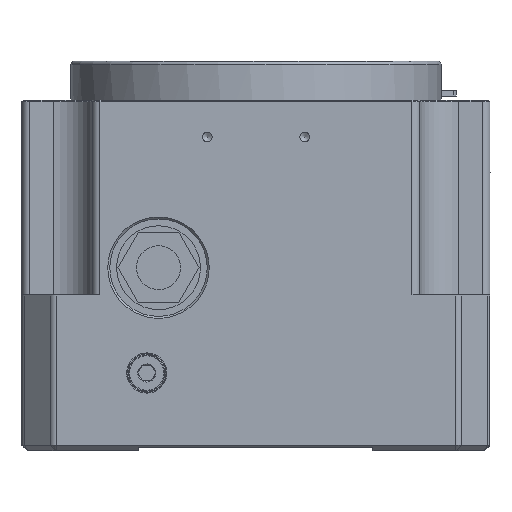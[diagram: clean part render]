
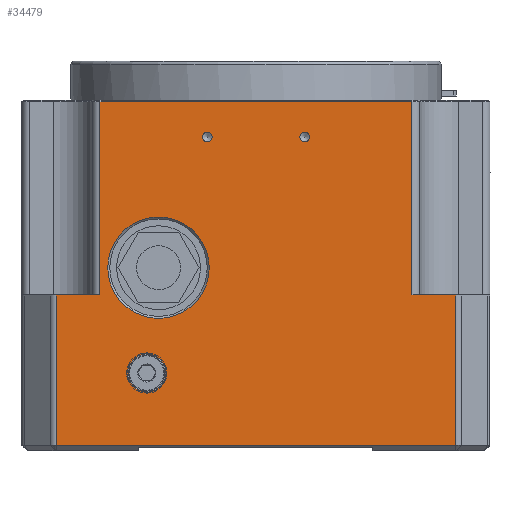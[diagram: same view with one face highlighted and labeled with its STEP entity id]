
A CAD part, left-side view. The second image highlights one B-rep face of the part: STEP entity #34479.
In plain terms, the highlighted planar face has unit normal (-1, 0, 0).
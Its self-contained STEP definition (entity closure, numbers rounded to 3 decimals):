
#87 = ORIENTED_EDGE ( 'NONE', *, *, #18962, .T. ) ;
#913 = AXIS2_PLACEMENT_3D ( 'NONE', #10869, #10862, #10831 ) ;
#1382 = DIRECTION ( 'NONE',  ( 0., 0., -1. ) ) ;
#1436 = CARTESIAN_POINT ( 'NONE',  ( -60., 51.172, 0. ) ) ;
#1446 = LINE ( 'NONE', #1436, #8063 ) ;
#2037 = EDGE_CURVE ( 'NONE', #19233, #20828, #20294, .T. ) ;
#2118 = ORIENTED_EDGE ( 'NONE', *, *, #24326, .T. ) ;
#2711 = CIRCLE ( 'NONE', #25889, 4.9 ) ;
#5852 = AXIS2_PLACEMENT_3D ( 'NONE', #29727, #29675, #29535 ) ;
#7056 = ORIENTED_EDGE ( 'NONE', *, *, #22623, .T. ) ;
#7840 = CARTESIAN_POINT ( 'NONE',  ( -60., 40., 89.5 ) ) ;
#8063 = VECTOR ( 'NONE', #1382, 1000. ) ;
#8354 = VERTEX_POINT ( 'NONE', #15948 ) ;
#8986 = AXIS2_PLACEMENT_3D ( 'NONE', #25988, #25974, #25940 ) ;
#10080 = EDGE_CURVE ( 'NONE', #8354, #16073, #35236, .T. ) ;
#10225 = EDGE_LOOP ( 'NONE', ( #39344 ) ) ;
#10440 = DIRECTION ( 'NONE',  ( 0., -1., 0. ) ) ;
#10465 = CARTESIAN_POINT ( 'NONE',  ( -60., 60., 40. ) ) ;
#10473 = LINE ( 'NONE', #10465, #23404 ) ;
#10714 = CARTESIAN_POINT ( 'NONE',  ( -60., 51.172, 1.5 ) ) ;
#10831 = DIRECTION ( 'NONE',  ( 0., 1., 0. ) ) ;
#10862 = DIRECTION ( 'NONE',  ( 1., 0., 0. ) ) ;
#10869 = CARTESIAN_POINT ( 'NONE',  ( -60., 60., 90. ) ) ;
#10904 = PLANE ( 'NONE',  #913 ) ;
#10909 = FACE_OUTER_BOUND ( 'NONE', #23684, .T. ) ;
#10921 = FACE_BOUND ( 'NONE', #29072, .T. ) ;
#10925 = EDGE_CURVE ( 'NONE', #8354, #19233, #24340, .T. ) ;
#10950 = FACE_BOUND ( 'NONE', #10225, .T. ) ;
#10966 = FACE_BOUND ( 'NONE', #13197, .T. ) ;
#11008 = FACE_BOUND ( 'NONE', #26401, .T. ) ;
#11151 = DIRECTION ( 'NONE',  ( 0., 1., 0. ) ) ;
#11202 = DIRECTION ( 'NONE',  ( 1., 0., 0. ) ) ;
#11313 = CARTESIAN_POINT ( 'NONE',  ( -60., 28., 20. ) ) ;
#11356 = VERTEX_POINT ( 'NONE', #17438 ) ;
#12113 = ORIENTED_EDGE ( 'NONE', *, *, #14878, .F. ) ;
#13197 = EDGE_LOOP ( 'NONE', ( #87 ) ) ;
#13452 = ORIENTED_EDGE ( 'NONE', *, *, #18122, .T. ) ;
#14431 = VERTEX_POINT ( 'NONE', #16927 ) ;
#14531 = VECTOR ( 'NONE', #15193, 1000. ) ;
#14878 = EDGE_CURVE ( 'NONE', #11356, #22364, #10473, .T. ) ;
#15193 = DIRECTION ( 'NONE',  ( 0., -1., 0. ) ) ;
#15237 = CARTESIAN_POINT ( 'NONE',  ( -60., 60., 1.5 ) ) ;
#15252 = LINE ( 'NONE', #15237, #14531 ) ;
#15948 = CARTESIAN_POINT ( 'NONE',  ( -60., -40., 40. ) ) ;
#16073 = VERTEX_POINT ( 'NONE', #33249 ) ;
#16474 = VECTOR ( 'NONE', #24222, 1000. ) ;
#16927 = CARTESIAN_POINT ( 'NONE',  ( -60., -51.172, 1.5 ) ) ;
#17438 = CARTESIAN_POINT ( 'NONE',  ( -60., 51.172, 40. ) ) ;
#17759 = VECTOR ( 'NONE', #35187, 1000. ) ;
#18122 = EDGE_CURVE ( 'NONE', #11356, #31538, #1446, .T. ) ;
#18962 = EDGE_CURVE ( 'NONE', #40317, #40317, #37128, .T. ) ;
#19069 = ORIENTED_EDGE ( 'NONE', *, *, #10080, .F. ) ;
#19112 = EDGE_CURVE ( 'NONE', #20828, #22364, #29597, .T. ) ;
#19233 = VERTEX_POINT ( 'NONE', #28189 ) ;
#19403 = AXIS2_PLACEMENT_3D ( 'NONE', #31767, #31730, #31721 ) ;
#19803 = ORIENTED_EDGE ( 'NONE', *, *, #10925, .T. ) ;
#20241 = DIRECTION ( 'NONE',  ( 0., 1., 0. ) ) ;
#20247 = CARTESIAN_POINT ( 'NONE',  ( -60., 40., 89.5 ) ) ;
#20294 = LINE ( 'NONE', #20247, #29215 ) ;
#20720 = VECTOR ( 'NONE', #29550, 1000. ) ;
#20828 = VERTEX_POINT ( 'NONE', #7840 ) ;
#21550 = CARTESIAN_POINT ( 'NONE',  ( -60., 40., 40. ) ) ;
#21975 = EDGE_CURVE ( 'NONE', #36904, #36904, #23725, .T. ) ;
#22364 = VERTEX_POINT ( 'NONE', #21550 ) ;
#22623 = EDGE_CURVE ( 'NONE', #36656, #36656, #2711, .T. ) ;
#22869 = DIRECTION ( 'NONE',  ( 0., 0., 1. ) ) ;
#22890 = CARTESIAN_POINT ( 'NONE',  ( -60., -51.172, 40. ) ) ;
#22911 = LINE ( 'NONE', #22890, #35799 ) ;
#23404 = VECTOR ( 'NONE', #10440, 1000. ) ;
#23684 = EDGE_LOOP ( 'NONE', ( #13452, #26110, #2118, #19069, #19803, #27779, #28669, #12113 ) ) ;
#23725 = CIRCLE ( 'NONE', #5852, 1.25 ) ;
#24222 = DIRECTION ( 'NONE',  ( 0., 0., 1. ) ) ;
#24243 = CARTESIAN_POINT ( 'NONE',  ( -60., -40., 90. ) ) ;
#24326 = EDGE_CURVE ( 'NONE', #14431, #16073, #22911, .T. ) ;
#24340 = LINE ( 'NONE', #24243, #16474 ) ;
#24604 = ORIENTED_EDGE ( 'NONE', *, *, #27194, .T. ) ;
#25889 = AXIS2_PLACEMENT_3D ( 'NONE', #11313, #11202, #11151 ) ;
#25940 = DIRECTION ( 'NONE',  ( 0., 1., 0. ) ) ;
#25974 = DIRECTION ( 'NONE',  ( 1., 0., 0. ) ) ;
#25988 = CARTESIAN_POINT ( 'NONE',  ( -60., 12.5, 80.5 ) ) ;
#26110 = ORIENTED_EDGE ( 'NONE', *, *, #37218, .T. ) ;
#26401 = EDGE_LOOP ( 'NONE', ( #7056 ) ) ;
#26940 = CIRCLE ( 'NONE', #8986, 1.25 ) ;
#27194 = EDGE_CURVE ( 'NONE', #31692, #31692, #26940, .T. ) ;
#27779 = ORIENTED_EDGE ( 'NONE', *, *, #2037, .T. ) ;
#28189 = CARTESIAN_POINT ( 'NONE',  ( -60., -40., 89.5 ) ) ;
#28669 = ORIENTED_EDGE ( 'NONE', *, *, #19112, .T. ) ;
#29072 = EDGE_LOOP ( 'NONE', ( #24604 ) ) ;
#29215 = VECTOR ( 'NONE', #20241, 1000. ) ;
#29535 = DIRECTION ( 'NONE',  ( 0., 1., 0. ) ) ;
#29550 = DIRECTION ( 'NONE',  ( 0., 0., -1. ) ) ;
#29588 = CARTESIAN_POINT ( 'NONE',  ( -60., 40., 90. ) ) ;
#29597 = LINE ( 'NONE', #29588, #20720 ) ;
#29675 = DIRECTION ( 'NONE',  ( 1., 0., 0. ) ) ;
#29727 = CARTESIAN_POINT ( 'NONE',  ( -60., -12.5, 80.5 ) ) ;
#31538 = VERTEX_POINT ( 'NONE', #10714 ) ;
#31689 = CARTESIAN_POINT ( 'NONE',  ( -60., 13.75, 80.5 ) ) ;
#31692 = VERTEX_POINT ( 'NONE', #31689 ) ;
#31721 = DIRECTION ( 'NONE',  ( 0., 1., 0. ) ) ;
#31730 = DIRECTION ( 'NONE',  ( 1., 0., 0. ) ) ;
#31767 = CARTESIAN_POINT ( 'NONE',  ( -60., 25., 47. ) ) ;
#33249 = CARTESIAN_POINT ( 'NONE',  ( -60., -51.172, 40. ) ) ;
#34479 = ADVANCED_FACE ( 'NONE', ( #11008, #10966, #10950, #10921, #10909 ), #10904, .F. ) ;
#35187 = DIRECTION ( 'NONE',  ( 0., -1., 0. ) ) ;
#35225 = CARTESIAN_POINT ( 'NONE',  ( -60., -60., 40. ) ) ;
#35236 = LINE ( 'NONE', #35225, #17759 ) ;
#35799 = VECTOR ( 'NONE', #22869, 1000. ) ;
#36615 = CARTESIAN_POINT ( 'NONE',  ( -60., 32.9, 20. ) ) ;
#36656 = VERTEX_POINT ( 'NONE', #36615 ) ;
#36902 = CARTESIAN_POINT ( 'NONE',  ( -60., -11.25, 80.5 ) ) ;
#36904 = VERTEX_POINT ( 'NONE', #36902 ) ;
#37128 = CIRCLE ( 'NONE', #19403, 13. ) ;
#37218 = EDGE_CURVE ( 'NONE', #31538, #14431, #15252, .T. ) ;
#39344 = ORIENTED_EDGE ( 'NONE', *, *, #21975, .T. ) ;
#40313 = CARTESIAN_POINT ( 'NONE',  ( -60., 38., 47. ) ) ;
#40317 = VERTEX_POINT ( 'NONE', #40313 ) ;
